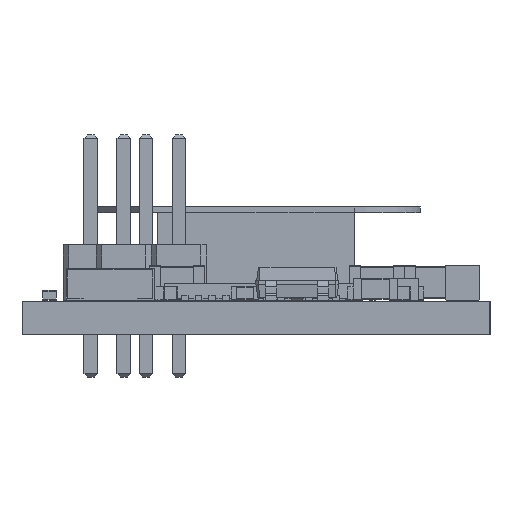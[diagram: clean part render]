
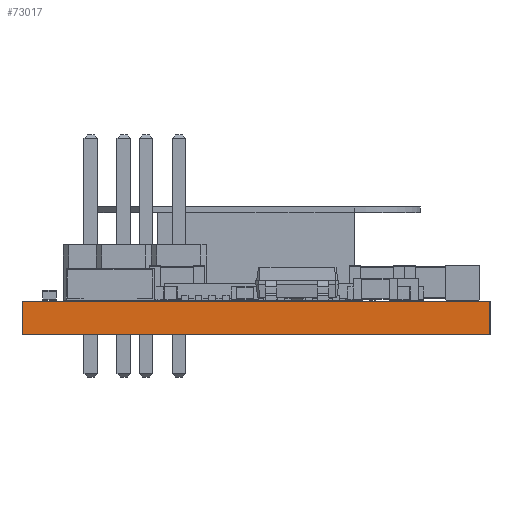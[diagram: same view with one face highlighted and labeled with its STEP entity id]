
A CAD part, left-side view. The second image highlights one B-rep face of the part: STEP entity #73017.
In plain terms, the highlighted planar face has unit normal (-1, 0, 0).
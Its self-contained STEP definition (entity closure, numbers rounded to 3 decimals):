
#72901 = EDGE_CURVE('',#72902,#72904,#72906,.T.);
#72902 = VERTEX_POINT('',#72903);
#72903 = CARTESIAN_POINT('',(-25.,8.5,0.));
#72904 = VERTEX_POINT('',#72905);
#72905 = CARTESIAN_POINT('',(-25.,8.5,1.2));
#72906 = SURFACE_CURVE('',#72907,(#72911,#72923),.PCURVE_S1.);
#72907 = LINE('',#72908,#72909);
#72908 = CARTESIAN_POINT('',(-25.,8.5,0.));
#72909 = VECTOR('',#72910,1.);
#72910 = DIRECTION('',(0.,0.,1.));
#72911 = PCURVE('',#72912,#72917);
#72912 = PLANE('',#72913);
#72913 = AXIS2_PLACEMENT_3D('',#72914,#72915,#72916);
#72914 = CARTESIAN_POINT('',(-25.,8.5,0.));
#72915 = DIRECTION('',(0.,1.,0.));
#72916 = DIRECTION('',(1.,0.,0.));
#72917 = DEFINITIONAL_REPRESENTATION('',(#72918),#72922);
#72918 = LINE('',#72919,#72920);
#72919 = CARTESIAN_POINT('',(0.,0.));
#72920 = VECTOR('',#72921,1.);
#72921 = DIRECTION('',(0.,-1.));
#72922 = ( GEOMETRIC_REPRESENTATION_CONTEXT(2) 
PARAMETRIC_REPRESENTATION_CONTEXT() REPRESENTATION_CONTEXT('2D SPACE',''
  ) );
#72923 = PCURVE('',#72924,#72929);
#72924 = PLANE('',#72925);
#72925 = AXIS2_PLACEMENT_3D('',#72926,#72927,#72928);
#72926 = CARTESIAN_POINT('',(-25.,-8.5,0.));
#72927 = DIRECTION('',(-1.,0.,0.));
#72928 = DIRECTION('',(0.,1.,0.));
#72929 = DEFINITIONAL_REPRESENTATION('',(#72930),#72934);
#72930 = LINE('',#72931,#72932);
#72931 = CARTESIAN_POINT('',(17.,0.));
#72932 = VECTOR('',#72933,1.);
#72933 = DIRECTION('',(0.,-1.));
#72934 = ( GEOMETRIC_REPRESENTATION_CONTEXT(2) 
PARAMETRIC_REPRESENTATION_CONTEXT() REPRESENTATION_CONTEXT('2D SPACE',''
  ) );
#72952 = PLANE('',#72953);
#72953 = AXIS2_PLACEMENT_3D('',#72954,#72955,#72956);
#72954 = CARTESIAN_POINT('',(0.,0.,1.2));
#72955 = DIRECTION('',(-0.,-0.,-1.));
#72956 = DIRECTION('',(-1.,0.,0.));
#73006 = PLANE('',#73007);
#73007 = AXIS2_PLACEMENT_3D('',#73008,#73009,#73010);
#73008 = CARTESIAN_POINT('',(0.,0.,0.));
#73009 = DIRECTION('',(-0.,-0.,-1.));
#73010 = DIRECTION('',(-1.,0.,0.));
#73017 = ADVANCED_FACE('',(#73018),#72924,.T.);
#73018 = FACE_BOUND('',#73019,.T.);
#73019 = EDGE_LOOP('',(#73020,#73050,#73071,#73072));
#73020 = ORIENTED_EDGE('',*,*,#73021,.T.);
#73021 = EDGE_CURVE('',#73022,#73024,#73026,.T.);
#73022 = VERTEX_POINT('',#73023);
#73023 = CARTESIAN_POINT('',(-25.,-8.5,0.));
#73024 = VERTEX_POINT('',#73025);
#73025 = CARTESIAN_POINT('',(-25.,-8.5,1.2));
#73026 = SURFACE_CURVE('',#73027,(#73031,#73038),.PCURVE_S1.);
#73027 = LINE('',#73028,#73029);
#73028 = CARTESIAN_POINT('',(-25.,-8.5,0.));
#73029 = VECTOR('',#73030,1.);
#73030 = DIRECTION('',(0.,0.,1.));
#73031 = PCURVE('',#72924,#73032);
#73032 = DEFINITIONAL_REPRESENTATION('',(#73033),#73037);
#73033 = LINE('',#73034,#73035);
#73034 = CARTESIAN_POINT('',(0.,0.));
#73035 = VECTOR('',#73036,1.);
#73036 = DIRECTION('',(0.,-1.));
#73037 = ( GEOMETRIC_REPRESENTATION_CONTEXT(2) 
PARAMETRIC_REPRESENTATION_CONTEXT() REPRESENTATION_CONTEXT('2D SPACE',''
  ) );
#73038 = PCURVE('',#73039,#73044);
#73039 = PLANE('',#73040);
#73040 = AXIS2_PLACEMENT_3D('',#73041,#73042,#73043);
#73041 = CARTESIAN_POINT('',(-1.,-8.5,0.));
#73042 = DIRECTION('',(0.,-1.,0.));
#73043 = DIRECTION('',(-1.,0.,0.));
#73044 = DEFINITIONAL_REPRESENTATION('',(#73045),#73049);
#73045 = LINE('',#73046,#73047);
#73046 = CARTESIAN_POINT('',(24.,0.));
#73047 = VECTOR('',#73048,1.);
#73048 = DIRECTION('',(0.,-1.));
#73049 = ( GEOMETRIC_REPRESENTATION_CONTEXT(2) 
PARAMETRIC_REPRESENTATION_CONTEXT() REPRESENTATION_CONTEXT('2D SPACE',''
  ) );
#73050 = ORIENTED_EDGE('',*,*,#73051,.T.);
#73051 = EDGE_CURVE('',#73024,#72904,#73052,.T.);
#73052 = SURFACE_CURVE('',#73053,(#73057,#73064),.PCURVE_S1.);
#73053 = LINE('',#73054,#73055);
#73054 = CARTESIAN_POINT('',(-25.,-8.5,1.2));
#73055 = VECTOR('',#73056,1.);
#73056 = DIRECTION('',(0.,1.,0.));
#73057 = PCURVE('',#72924,#73058);
#73058 = DEFINITIONAL_REPRESENTATION('',(#73059),#73063);
#73059 = LINE('',#73060,#73061);
#73060 = CARTESIAN_POINT('',(0.,-1.2));
#73061 = VECTOR('',#73062,1.);
#73062 = DIRECTION('',(1.,0.));
#73063 = ( GEOMETRIC_REPRESENTATION_CONTEXT(2) 
PARAMETRIC_REPRESENTATION_CONTEXT() REPRESENTATION_CONTEXT('2D SPACE',''
  ) );
#73064 = PCURVE('',#72952,#73065);
#73065 = DEFINITIONAL_REPRESENTATION('',(#73066),#73070);
#73066 = LINE('',#73067,#73068);
#73067 = CARTESIAN_POINT('',(25.,-8.5));
#73068 = VECTOR('',#73069,1.);
#73069 = DIRECTION('',(0.,1.));
#73070 = ( GEOMETRIC_REPRESENTATION_CONTEXT(2) 
PARAMETRIC_REPRESENTATION_CONTEXT() REPRESENTATION_CONTEXT('2D SPACE',''
  ) );
#73071 = ORIENTED_EDGE('',*,*,#72901,.F.);
#73072 = ORIENTED_EDGE('',*,*,#73073,.F.);
#73073 = EDGE_CURVE('',#73022,#72902,#73074,.T.);
#73074 = SURFACE_CURVE('',#73075,(#73079,#73086),.PCURVE_S1.);
#73075 = LINE('',#73076,#73077);
#73076 = CARTESIAN_POINT('',(-25.,-8.5,0.));
#73077 = VECTOR('',#73078,1.);
#73078 = DIRECTION('',(0.,1.,0.));
#73079 = PCURVE('',#72924,#73080);
#73080 = DEFINITIONAL_REPRESENTATION('',(#73081),#73085);
#73081 = LINE('',#73082,#73083);
#73082 = CARTESIAN_POINT('',(0.,0.));
#73083 = VECTOR('',#73084,1.);
#73084 = DIRECTION('',(1.,0.));
#73085 = ( GEOMETRIC_REPRESENTATION_CONTEXT(2) 
PARAMETRIC_REPRESENTATION_CONTEXT() REPRESENTATION_CONTEXT('2D SPACE',''
  ) );
#73086 = PCURVE('',#73006,#73087);
#73087 = DEFINITIONAL_REPRESENTATION('',(#73088),#73092);
#73088 = LINE('',#73089,#73090);
#73089 = CARTESIAN_POINT('',(25.,-8.5));
#73090 = VECTOR('',#73091,1.);
#73091 = DIRECTION('',(0.,1.));
#73092 = ( GEOMETRIC_REPRESENTATION_CONTEXT(2) 
PARAMETRIC_REPRESENTATION_CONTEXT() REPRESENTATION_CONTEXT('2D SPACE',''
  ) );
